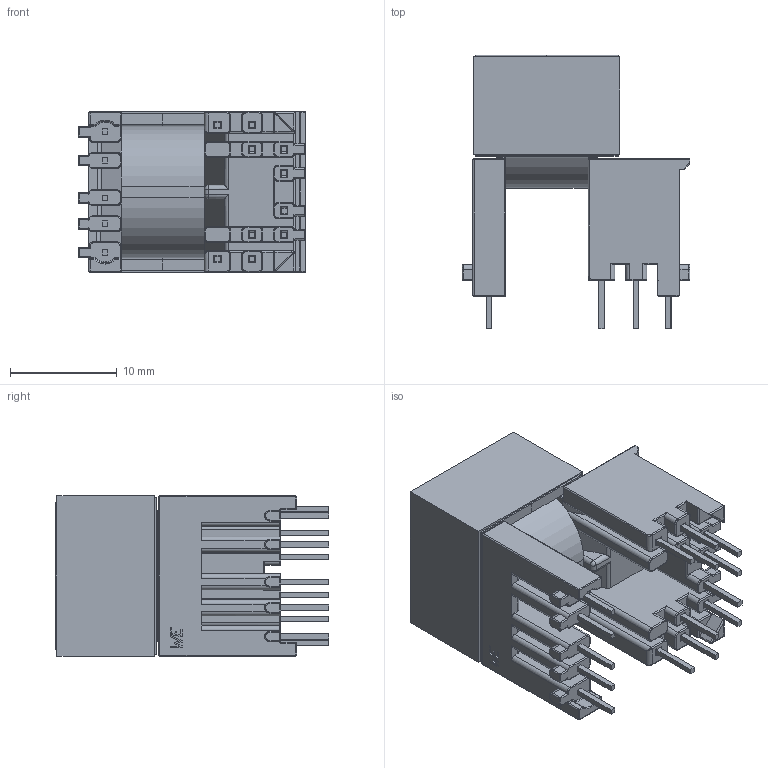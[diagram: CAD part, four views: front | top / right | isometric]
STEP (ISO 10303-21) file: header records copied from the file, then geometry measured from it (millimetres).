
FILE_DESCRIPTION (( 'STEP AP214' ), '1' );
FILE_NAME ('EPW15-5996.STEP', '2021-04-08T21:22:24', ( '' ), ( '' ), 'SwSTEP 2.0', 'SolidWorks 2017', '' );
FILE_SCHEMA (( 'AUTOMOTIVE_DESIGN' ));
Length unit declared in the file: millimetre
Products named in the file (5): 440-8007-2874; 150-2874_6B; EPW15-5996; 070-5996_6D; 070-5996_coil
Assembly tree (5 placements, depth 2):
  EPW15-5996
    070-5996_6D
    070-5996_coil
    150-2874_6B  x2
    440-8007-2874
Bounding box: 21.3 x 25.6 x 15.02 mm (x, y, z)
Volume: 3450.7 mm3; surface area: 5730.1 mm2
Topology: 5 solids, 5 shells, 810 faces, 1992 edges, 1164 vertices
Faces by surface type: cylinder 363, plane 291, torus 106, sphere 43, bspline 7
Entity records: 24199 total; most frequent: CARTESIAN_POINT 4800, DIRECTION 3979, ORIENTED_EDGE 3806, EDGE_CURVE 1903, AXIS2_PLACEMENT_3D 1446, VERTEX_POINT 1136, LINE 1087, VECTOR 1087
